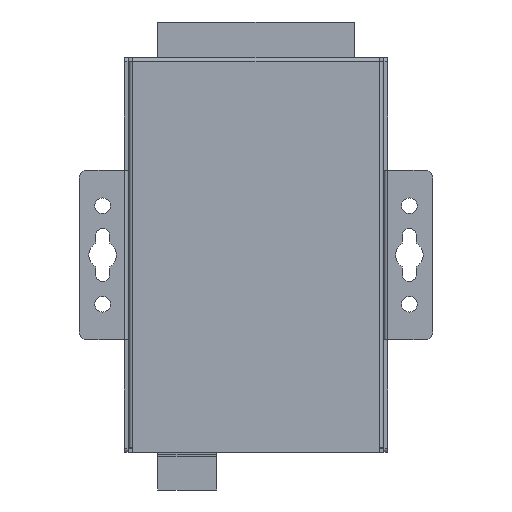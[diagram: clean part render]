
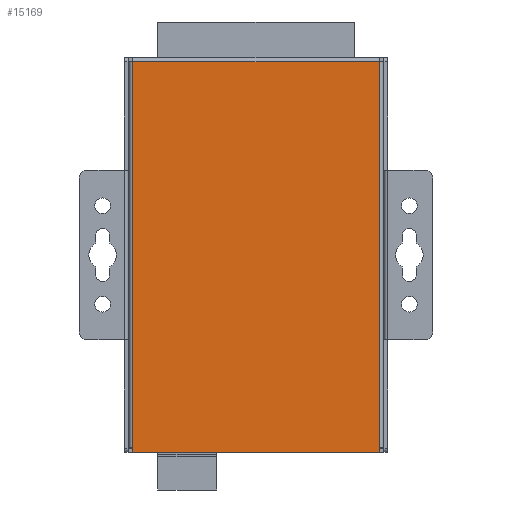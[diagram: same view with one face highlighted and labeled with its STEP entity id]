
A CAD part, front view. The second image highlights one B-rep face of the part: STEP entity #15169.
In plain terms, the highlighted planar face has unit normal (0, -1, 0).
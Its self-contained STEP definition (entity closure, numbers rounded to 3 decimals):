
#14105=DIRECTION('',(1.,0.,0.));
#14106=VECTOR('',#14105,62.7);
#14107=CARTESIAN_POINT('',(-31.35,2.,49.7));
#14108=LINE('',#14107,#14106);
#14109=DIRECTION('',(1.,0.,0.));
#14110=VECTOR('',#14109,62.7);
#14111=CARTESIAN_POINT('',(-31.35,2.,-49.7));
#14112=LINE('',#14111,#14110);
#14113=DIRECTION('',(0.,0.,-1.));
#14114=VECTOR('',#14113,1.15);
#14115=CARTESIAN_POINT('',(-31.35,2.,-48.55));
#14116=LINE('',#14115,#14114);
#14121=DIRECTION('',(0.,0.,-1.));
#14122=VECTOR('',#14121,98.25);
#14123=CARTESIAN_POINT('',(31.35,2.,49.7));
#14124=LINE('',#14123,#14122);
#14138=DIRECTION('',(0.,0.,-1.));
#14139=VECTOR('',#14138,1.15);
#14140=CARTESIAN_POINT('',(31.35,2.,-48.55));
#14141=LINE('',#14140,#14139);
#14155=DIRECTION('',(0.,0.,1.));
#14156=VECTOR('',#14155,98.25);
#14157=CARTESIAN_POINT('',(-31.35,2.,-48.55));
#14158=LINE('',#14157,#14156);
#14327=CARTESIAN_POINT('',(31.35,2.,-48.55));
#14328=VERTEX_POINT('',#14327);
#14329=CARTESIAN_POINT('',(31.35,2.,-49.7));
#14330=VERTEX_POINT('',#14329);
#14335=CARTESIAN_POINT('',(-31.35,2.,49.7));
#14336=VERTEX_POINT('',#14335);
#14337=CARTESIAN_POINT('',(31.35,2.,49.7));
#14338=VERTEX_POINT('',#14337);
#14347=CARTESIAN_POINT('',(-31.35,2.,-49.7));
#14348=VERTEX_POINT('',#14347);
#14377=CARTESIAN_POINT('',(-31.35,2.,-48.55));
#14378=VERTEX_POINT('',#14377);
#15151=CARTESIAN_POINT('',(0.,2.,0.5));
#15152=DIRECTION('',(0.,1.,0.));
#15153=DIRECTION('',(-1.,0.,0.));
#15154=AXIS2_PLACEMENT_3D('',#15151,#15152,#15153);
#15155=PLANE('',#15154);
#15157=ORIENTED_EDGE('',*,*,#15156,.T.);
#15159=ORIENTED_EDGE('',*,*,#15158,.T.);
#15161=ORIENTED_EDGE('',*,*,#15160,.F.);
#15163=ORIENTED_EDGE('',*,*,#15162,.F.);
#15165=ORIENTED_EDGE('',*,*,#15164,.T.);
#15166=ORIENTED_EDGE('',*,*,#15146,.T.);
#15167=EDGE_LOOP('',(#15157,#15159,#15161,#15163,#15165,#15166));
#15168=FACE_OUTER_BOUND('',#15167,.F.);
#15169=ADVANCED_FACE('',(#15168),#15155,.F.);
#15146=EDGE_CURVE('',#14336,#14338,#14108,.T.);
#15156=EDGE_CURVE('',#14338,#14328,#14124,.T.);
#15158=EDGE_CURVE('',#14328,#14330,#14141,.T.);
#15160=EDGE_CURVE('',#14348,#14330,#14112,.T.);
#15162=EDGE_CURVE('',#14378,#14348,#14116,.T.);
#15164=EDGE_CURVE('',#14378,#14336,#14158,.T.);
